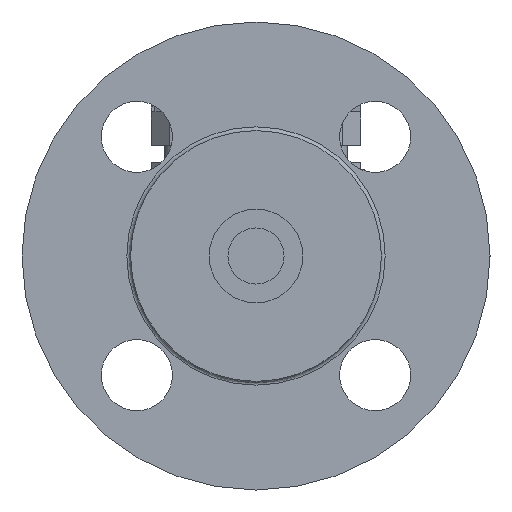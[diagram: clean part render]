
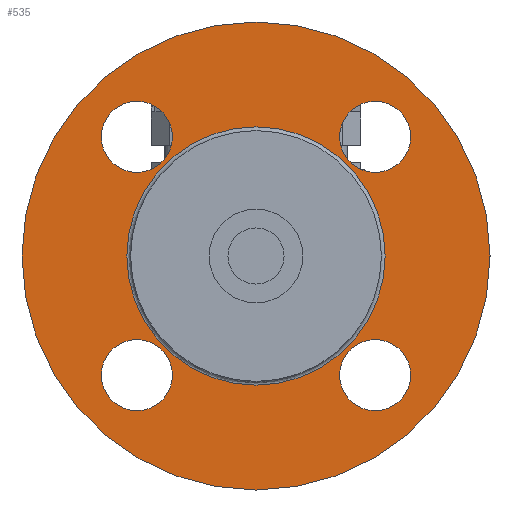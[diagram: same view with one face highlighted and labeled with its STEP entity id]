
A CAD part, left-side view. The second image highlights one B-rep face of the part: STEP entity #535.
In plain terms, the highlighted free-form (B-spline) face has degree [1, 1] with [2, 2] control points.
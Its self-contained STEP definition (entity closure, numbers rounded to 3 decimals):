
#389=CARTESIAN_POINT('',(-104.0,0.0,37.5));
#390=VERTEX_POINT('',#389);
#391=CARTESIAN_POINT('',(-104.0,0.0,-25.));
#392=DIRECTION('',(-1.0,0.0,0.0));
#393=DIRECTION('',(0.0,0.0,1.0));
#394=AXIS2_PLACEMENT_3D('',#391,#392,#393);
#395=CIRCLE('',#394,62.5);
#396=EDGE_CURVE('',#390,#390,#395,.T.);
#457=CARTESIAN_POINT('',(-104.0,0.0,9.5));
#458=VERTEX_POINT('',#457);
#459=CARTESIAN_POINT('',(-104.0,0.0,-25.));
#460=DIRECTION('',(-1.0,0.0,0.0));
#461=DIRECTION('',(0.0,0.0,-1.0));
#462=AXIS2_PLACEMENT_3D('',#459,#460,#461);
#463=CIRCLE('',#462,34.5);
#464=EDGE_CURVE('',#458,#458,#463,.T.);
#480=CARTESIAN_POINT('',(-104.0,62.5,37.5));
#481=CARTESIAN_POINT('',(-104.0,62.5,-87.5));
#482=CARTESIAN_POINT('',(-104.0,-62.5,37.5));
#483=CARTESIAN_POINT('',(-104.0,-62.5,-87.5));
#484=B_SPLINE_SURFACE_WITH_KNOTS('',1,1,((#480,#482),(#481,#483)),.UNSPECIFIED.,.F.,.F.,.U.,(2,2),(2,2),(0.0,125.0),(0.0,125.0),.UNSPECIFIED.);
#485=ORIENTED_EDGE('',*,*,#396,.T.);
#486=EDGE_LOOP('',(#485));
#487=FACE_OUTER_BOUND('',#486,.T.);
#488=CARTESIAN_POINT('',(-104.0,-31.82,-2.68));
#489=VERTEX_POINT('',#488);
#490=CARTESIAN_POINT('',(-104.0,-31.82,6.82));
#491=DIRECTION('',(1.0,0.0,0.0));
#492=DIRECTION('',(0.0,0.0,-1.0));
#493=AXIS2_PLACEMENT_3D('',#490,#491,#492);
#494=CIRCLE('',#493,9.5);
#495=EDGE_CURVE('',#489,#489,#494,.T.);
#496=ORIENTED_EDGE('',*,*,#495,.T.);
#497=EDGE_LOOP('',(#496));
#498=FACE_BOUND('',#497,.T.);
#499=CARTESIAN_POINT('',(-104.0,22.32,6.82));
#500=VERTEX_POINT('',#499);
#501=CARTESIAN_POINT('',(-104.0,31.82,6.82));
#502=DIRECTION('',(1.0,0.0,0.0));
#503=DIRECTION('',(0.0,-1.0,0.0));
#504=AXIS2_PLACEMENT_3D('',#501,#502,#503);
#505=CIRCLE('',#504,9.5);
#506=EDGE_CURVE('',#500,#500,#505,.T.);
#507=ORIENTED_EDGE('',*,*,#506,.T.);
#508=EDGE_LOOP('',(#507));
#509=FACE_BOUND('',#508,.T.);
#510=CARTESIAN_POINT('',(-104.0,31.82,-47.32));
#511=VERTEX_POINT('',#510);
#512=CARTESIAN_POINT('',(-104.0,31.82,-56.82));
#513=DIRECTION('',(1.0,0.0,0.0));
#514=DIRECTION('',(0.0,0.0,1.0));
#515=AXIS2_PLACEMENT_3D('',#512,#513,#514);
#516=CIRCLE('',#515,9.5);
#517=EDGE_CURVE('',#511,#511,#516,.T.);
#518=ORIENTED_EDGE('',*,*,#517,.T.);
#519=EDGE_LOOP('',(#518));
#520=FACE_BOUND('',#519,.T.);
#521=CARTESIAN_POINT('',(-104.0,-22.32,-56.82));
#522=VERTEX_POINT('',#521);
#523=CARTESIAN_POINT('',(-104.0,-31.82,-56.82));
#524=DIRECTION('',(1.0,0.0,0.0));
#525=DIRECTION('',(0.0,1.0,0.0));
#526=AXIS2_PLACEMENT_3D('',#523,#524,#525);
#527=CIRCLE('',#526,9.5);
#528=EDGE_CURVE('',#522,#522,#527,.T.);
#529=ORIENTED_EDGE('',*,*,#528,.T.);
#530=EDGE_LOOP('',(#529));
#531=FACE_BOUND('',#530,.T.);
#532=ORIENTED_EDGE('',*,*,#464,.F.);
#533=EDGE_LOOP('',(#532));
#534=FACE_BOUND('',#533,.T.);
#535=ADVANCED_FACE('',(#487,#498,#509,#520,#531,#534),#484,.T.);
